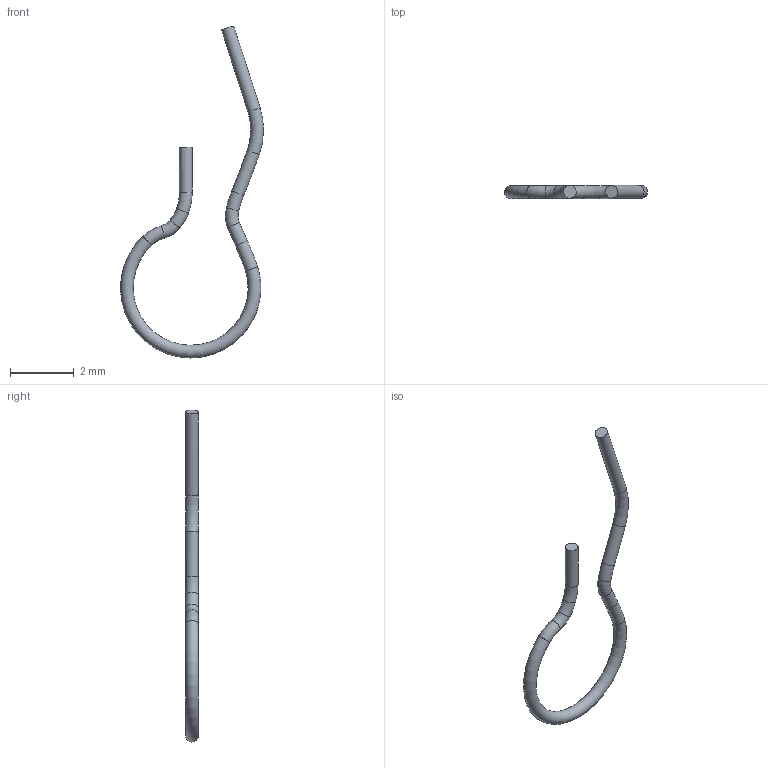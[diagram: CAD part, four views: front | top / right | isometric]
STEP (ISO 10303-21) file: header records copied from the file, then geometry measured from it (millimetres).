
FILE_DESCRIPTION(/* description */ (''),/* implementation_level */ '2;1');
FILE_NAME(/* name */ 'Untitled2.step',/* time_stamp */ '2021-05-21T00:06:59+02:00',/* author */ (''),/* organization */ (''),/* preprocessor_version */ 'ST-DEVELOPER v18.1',/* originating_system */ 'Autodesk Translation Framework v10.6.0.1341',/* authorisation */ '');
FILE_SCHEMA (('AUTOMOTIVE_DESIGN { 1 0 10303 214 3 1 1 }'));
Length unit declared in the file: millimetre
Products named in the file (1): (Unsaved)
Bounding box: 4.48 x 0.4 x 10.4 mm (x, y, z)
Volume: 2.5 mm3; surface area: 25.4 mm2
Topology: 1 solids, 1 shells, 20 faces, 46 edges, 28 vertices
Faces by surface type: torus 10, cylinder 8, plane 2
Full cylindrical faces by diameter (mm): 0.4 x3
Entity records: 676 total; most frequent: CARTESIAN_POINT 167, DIRECTION 119, ORIENTED_EDGE 92, AXIS2_PLACEMENT_3D 58, EDGE_CURVE 46, CIRCLE 33, VERTEX_POINT 28, FACE_OUTER_BOUND 20
